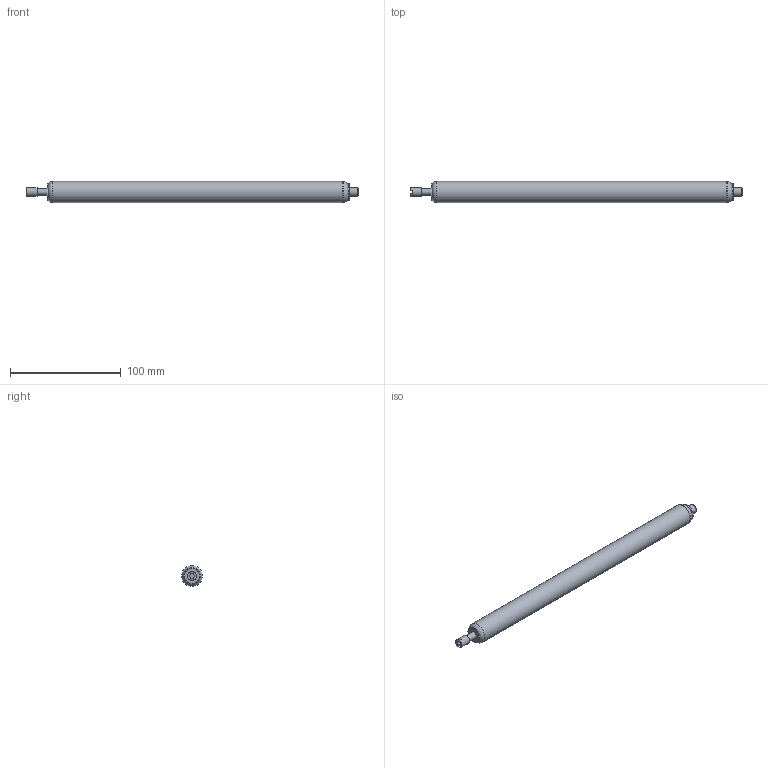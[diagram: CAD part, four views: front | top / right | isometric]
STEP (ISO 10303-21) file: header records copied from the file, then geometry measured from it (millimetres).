
FILE_DESCRIPTION(/* description */ (''),/* implementation_level */ '2;1');
FILE_NAME(/* name */ 'B0N0ZFC-200-282--00_-___N.stp',/* time_stamp */ '2018-06-28T11:33:05+02:00',/* author */ ('cadneu2'),/* organization */ (''),/* preprocessor_version */ 'ST-DEVELOPER v16.1',/* originating_system */ 'Autodesk Inventor 2016',/* authorisation */ '');
FILE_SCHEMA (('AUTOMOTIVE_DESIGN { 1 0 10303 214 3 1 1 }'));
Length unit declared in the file: millimetre
Products named in the file (6): Zylinder_19-273; Kolbenstange_06-200; Gewindeanschluß_M5x5-V0; Gewindeanschluß_N0_19-VE; GEM8M5x10; B0N0ZFC-200-282--00_-___N
Assembly tree (5 placements, depth 2):
  B0N0ZFC-200-282--00_-___N
    Zylinder_19-273
    Kolbenstange_06-200
    Gewindeanschluß_M5x5-V0
    Gewindeanschluß_N0_19-VE
    GEM8M5x10
Bounding box: 300 x 19 x 19 mm (x, y, z)
Volume: 83546.1 mm3; surface area: 22191.2 mm2
Topology: 5 solids, 5 shells, 38 faces, 69 edges, 43 vertices
Faces by surface type: plane 20, cylinder 10, cone 5, torus 3
Full cylindrical faces by diameter (mm): 2.8 x1, 3.2 x1, 4.134 x1, 5 x1, 6 x1, 8 x2, 14.9 x1, 19 x2
Entity records: 990 total; most frequent: DIRECTION 180, CARTESIAN_POINT 139, ORIENTED_EDGE 98, AXIS2_PLACEMENT_3D 82, EDGE_LOOP 60, EDGE_CURVE 49, VERTEX_POINT 41, FACE_OUTER_BOUND 38
